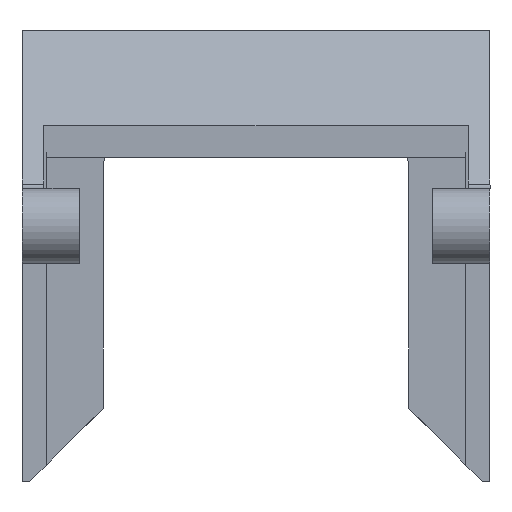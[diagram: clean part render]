
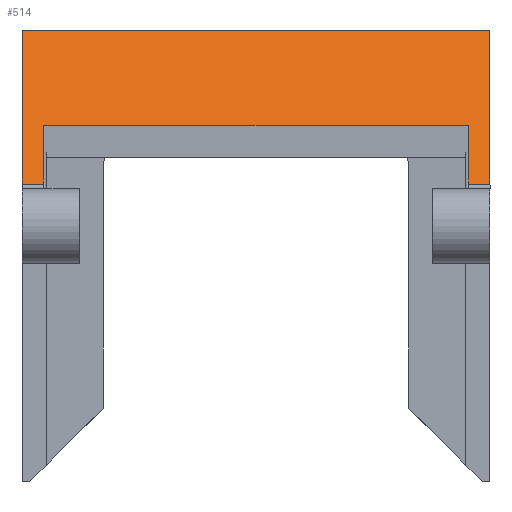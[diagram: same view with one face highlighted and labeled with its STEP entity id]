
A CAD part, front view. The second image highlights one B-rep face of the part: STEP entity #514.
In plain terms, the highlighted planar face has unit normal (0, -0.707, 0.707).
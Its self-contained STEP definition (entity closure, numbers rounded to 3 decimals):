
#462=AXIS2_PLACEMENT_3D('Plane Axis2P3D',#459,#460,#461) ;
#146=CARTESIAN_POINT('Vertex',(1.45,7.975,23.581)) ;
#149=CARTESIAN_POINT('Line Origine',(1.45,6.043,21.65)) ;
#153=CARTESIAN_POINT('Vertex',(1.45,4.112,19.718)) ;
#414=CARTESIAN_POINT('Vertex',(29.55,7.975,23.581)) ;
#417=CARTESIAN_POINT('Line Origine',(15.5,7.975,23.581)) ;
#459=CARTESIAN_POINT('Axis2P3D Location',(15.5,14.294,29.9)) ;
#464=CARTESIAN_POINT('Line Origine',(0.,9.203,24.809)) ;
#468=CARTESIAN_POINT('Vertex',(0.,4.112,19.718)) ;
#470=CARTESIAN_POINT('Vertex',(0.,14.294,29.9)) ;
#473=CARTESIAN_POINT('Line Origine',(0.725,4.112,19.718)) ;
#478=CARTESIAN_POINT('Line Origine',(29.55,6.043,21.65)) ;
#482=CARTESIAN_POINT('Vertex',(29.55,4.112,19.718)) ;
#485=CARTESIAN_POINT('Line Origine',(30.275,4.112,19.718)) ;
#489=CARTESIAN_POINT('Vertex',(31.,4.112,19.718)) ;
#492=CARTESIAN_POINT('Line Origine',(31.,9.203,24.809)) ;
#496=CARTESIAN_POINT('Vertex',(31.,14.294,29.9)) ;
#499=CARTESIAN_POINT('Line Origine',(15.5,14.294,29.9)) ;
#150=DIRECTION('Vector Direction',(0.,0.707,0.707)) ;
#418=DIRECTION('Vector Direction',(1.,0.,0.)) ;
#460=DIRECTION('Axis2P3D Direction',(0.,-0.707,0.707)) ;
#461=DIRECTION('Axis2P3D XDirection',(0.,-0.707,-0.707)) ;
#465=DIRECTION('Vector Direction',(0.,-0.707,-0.707)) ;
#474=DIRECTION('Vector Direction',(-1.,0.,0.)) ;
#479=DIRECTION('Vector Direction',(0.,0.707,0.707)) ;
#486=DIRECTION('Vector Direction',(-1.,0.,0.)) ;
#493=DIRECTION('Vector Direction',(0.,0.707,0.707)) ;
#500=DIRECTION('Vector Direction',(-1.,0.,0.)) ;
#151=VECTOR('Line Direction',#150,1.) ;
#419=VECTOR('Line Direction',#418,1.) ;
#466=VECTOR('Line Direction',#465,1.) ;
#475=VECTOR('Line Direction',#474,1.) ;
#480=VECTOR('Line Direction',#479,1.) ;
#487=VECTOR('Line Direction',#486,1.) ;
#494=VECTOR('Line Direction',#493,1.) ;
#501=VECTOR('Line Direction',#500,1.) ;
#505=ORIENTED_EDGE('',*,*,#472,.F.) ;
#506=ORIENTED_EDGE('',*,*,#477,.F.) ;
#507=ORIENTED_EDGE('',*,*,#155,.F.) ;
#508=ORIENTED_EDGE('',*,*,#421,.T.) ;
#509=ORIENTED_EDGE('',*,*,#484,.T.) ;
#510=ORIENTED_EDGE('',*,*,#491,.F.) ;
#511=ORIENTED_EDGE('',*,*,#498,.F.) ;
#512=ORIENTED_EDGE('',*,*,#503,.T.) ;
#514=ADVANCED_FACE('Hauptk\X2\00F6\X0\rper',(#513),#463,.T.) ;
#155=EDGE_CURVE('',#147,#154,#152,.F.) ;
#421=EDGE_CURVE('',#147,#415,#420,.T.) ;
#472=EDGE_CURVE('',#469,#471,#467,.F.) ;
#477=EDGE_CURVE('',#154,#469,#476,.T.) ;
#484=EDGE_CURVE('',#415,#483,#481,.F.) ;
#491=EDGE_CURVE('',#490,#483,#488,.T.) ;
#498=EDGE_CURVE('',#497,#490,#495,.F.) ;
#503=EDGE_CURVE('',#497,#471,#502,.T.) ;
#504=EDGE_LOOP('',(#505,#506,#507,#508,#509,#510,#511,#512)) ;
#513=FACE_OUTER_BOUND('',#504,.T.) ;
#152=LINE('Line',#149,#151) ;
#420=LINE('Line',#417,#419) ;
#467=LINE('Line',#464,#466) ;
#476=LINE('Line',#473,#475) ;
#481=LINE('Line',#478,#480) ;
#488=LINE('Line',#485,#487) ;
#495=LINE('Line',#492,#494) ;
#502=LINE('Line',#499,#501) ;
#463=PLANE('',#462) ;
#147=VERTEX_POINT('',#146) ;
#154=VERTEX_POINT('',#153) ;
#415=VERTEX_POINT('',#414) ;
#469=VERTEX_POINT('',#468) ;
#471=VERTEX_POINT('',#470) ;
#483=VERTEX_POINT('',#482) ;
#490=VERTEX_POINT('',#489) ;
#497=VERTEX_POINT('',#496) ;
